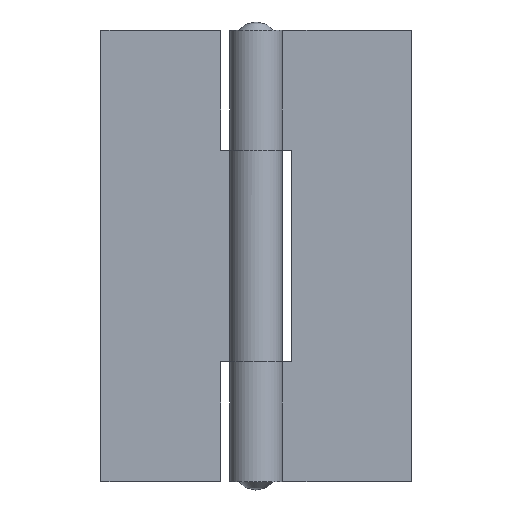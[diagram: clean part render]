
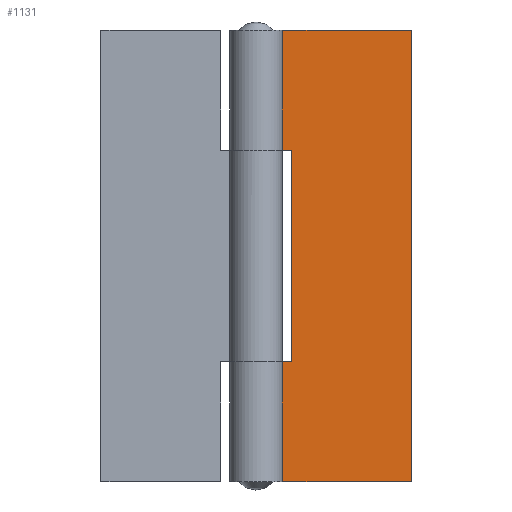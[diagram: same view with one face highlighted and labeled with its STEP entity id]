
A CAD part, front view. The second image highlights one B-rep face of the part: STEP entity #1131.
In plain terms, the highlighted free-form (B-spline) face has degree [1, 1] with [2, 2] control points.
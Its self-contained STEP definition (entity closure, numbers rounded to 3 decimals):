
#806=CARTESIAN_POINT('',(2.5,1.05,23.5));
#807=VERTEX_POINT('',#806);
#808=CARTESIAN_POINT('',(-0.002,1.05,23.5));
#809=VERTEX_POINT('',#808);
#810=CARTESIAN_POINT('',(2.5,1.05,23.5));
#811=CARTESIAN_POINT('',(-0.002,1.05,23.5));
#812=QUASI_UNIFORM_CURVE('',1,(#810,#811),.UNSPECIFIED.,.F.,.U.);
#813=EDGE_CURVE('',#807,#809,#812,.T.);
#861=CARTESIAN_POINT('',(-0.002,1.05,8.5));
#862=VERTEX_POINT('',#861);
#863=CARTESIAN_POINT('',(2.5,1.05,8.5));
#864=VERTEX_POINT('',#863);
#865=CARTESIAN_POINT('',(-0.002,1.05,8.5));
#866=CARTESIAN_POINT('',(2.5,1.05,8.5));
#867=QUASI_UNIFORM_CURVE('',1,(#865,#866),.UNSPECIFIED.,.F.,.U.);
#868=EDGE_CURVE('',#862,#864,#867,.T.);
#915=CARTESIAN_POINT('',(2.5,1.05,8.5));
#916=CARTESIAN_POINT('',(2.5,1.05,23.5));
#917=QUASI_UNIFORM_CURVE('',1,(#915,#916),.UNSPECIFIED.,.F.,.U.);
#918=EDGE_CURVE('',#864,#807,#917,.T.);
#931=CARTESIAN_POINT('',(-0.002,1.05,0.0));
#932=VERTEX_POINT('',#931);
#933=CARTESIAN_POINT('',(11.0,1.05,0.0));
#934=VERTEX_POINT('',#933);
#935=CARTESIAN_POINT('',(-0.002,1.05,0.0));
#936=CARTESIAN_POINT('',(11.0,1.05,0.0));
#937=QUASI_UNIFORM_CURVE('',1,(#935,#936),.UNSPECIFIED.,.F.,.U.);
#938=EDGE_CURVE('',#932,#934,#937,.T.);
#986=CARTESIAN_POINT('',(-0.002,1.05,32.0));
#987=VERTEX_POINT('',#986);
#988=CARTESIAN_POINT('',(11.0,1.05,32.0));
#989=VERTEX_POINT('',#988);
#990=CARTESIAN_POINT('',(-0.002,1.05,32.0));
#991=CARTESIAN_POINT('',(11.0,1.05,32.0));
#992=QUASI_UNIFORM_CURVE('',1,(#990,#991),.UNSPECIFIED.,.F.,.U.);
#993=EDGE_CURVE('',#987,#989,#992,.T.);
#1042=CARTESIAN_POINT('',(11.0,1.05,32.0));
#1043=CARTESIAN_POINT('',(11.0,1.05,0.0));
#1044=QUASI_UNIFORM_CURVE('',1,(#1042,#1043),.UNSPECIFIED.,.F.,.U.);
#1045=EDGE_CURVE('',#989,#934,#1044,.T.);
#1073=CARTESIAN_POINT('',(-0.002,1.05,32.0));
#1074=CARTESIAN_POINT('',(-0.002,1.05,23.5));
#1075=QUASI_UNIFORM_CURVE('',1,(#1073,#1074),.UNSPECIFIED.,.F.,.U.);
#1076=EDGE_CURVE('',#987,#809,#1075,.T.);
#1108=CARTESIAN_POINT('',(-0.002,1.05,8.5));
#1109=CARTESIAN_POINT('',(-0.002,1.05,0.0));
#1110=QUASI_UNIFORM_CURVE('',1,(#1108,#1109),.UNSPECIFIED.,.F.,.U.);
#1111=EDGE_CURVE('',#862,#932,#1110,.T.);
#1116=CARTESIAN_POINT('',(-0.552,1.05,-1.598));
#1117=CARTESIAN_POINT('',(-0.552,1.05,33.598));
#1118=CARTESIAN_POINT('',(11.55,1.05,-1.598));
#1119=CARTESIAN_POINT('',(11.55,1.05,33.598));
#1120=B_SPLINE_SURFACE_WITH_KNOTS('',1,1,((#1116,#1118),(#1117,#1119)),.UNSPECIFIED.,.F.,.F.,.U.,(2,2),(2,2),(0.0,35.197),(0.0,12.101),.UNSPECIFIED.);
#1121=ORIENTED_EDGE('',*,*,#868,.F.);
#1122=ORIENTED_EDGE('',*,*,#1111,.T.);
#1123=ORIENTED_EDGE('',*,*,#938,.T.);
#1124=ORIENTED_EDGE('',*,*,#1045,.F.);
#1125=ORIENTED_EDGE('',*,*,#993,.F.);
#1126=ORIENTED_EDGE('',*,*,#1076,.T.);
#1127=ORIENTED_EDGE('',*,*,#813,.F.);
#1128=ORIENTED_EDGE('',*,*,#918,.F.);
#1129=EDGE_LOOP('',(#1121,#1122,#1123,#1124,#1125,#1126,#1127,#1128));
#1130=FACE_OUTER_BOUND('',#1129,.T.);
#1131=ADVANCED_FACE('',(#1130),#1120,.F.);
